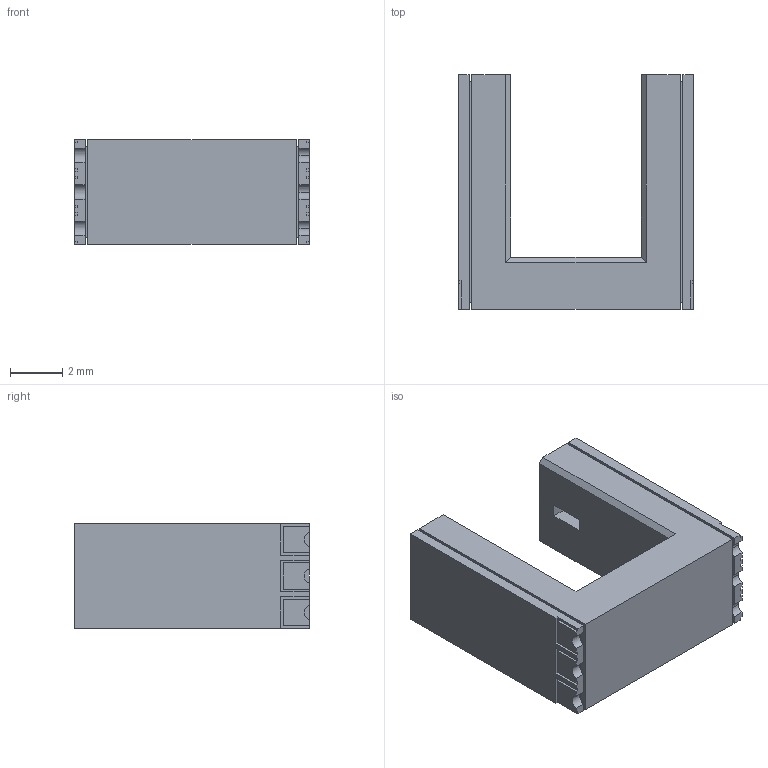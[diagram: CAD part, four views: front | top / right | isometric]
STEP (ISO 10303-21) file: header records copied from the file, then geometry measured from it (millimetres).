
FILE_DESCRIPTION (( 'STEP AP214' ), '1' );
FILE_NAME ('EE_SX1350.step', '2016-10-05T22:42:22', ( 'OSMC1.0 ' ), ( ' ' ), 'SwSTEP 2.0', 'SolidWorks 2002025', '' );
FILE_SCHEMA (( 'AUTOMOTIVE_DESIGN' ));
Length unit declared in the file: millimetre
Products named in the file (1): EE_SX1350
Bounding box: 9 x 9 x 4 mm (x, y, z)
Volume: 180.3 mm3; surface area: 319.1 mm2
Topology: 1 solids, 1 shells, 105 faces, 287 edges, 190 vertices
Faces by surface type: plane 96, cylinder 9
Entity records: 3653 total; most frequent: CARTESIAN_POINT 583, ORIENTED_EDGE 574, DIRECTION 517, EDGE_CURVE 287, LINE 269, VECTOR 269, VERTEX_POINT 190, AXIS2_PLACEMENT_3D 124
